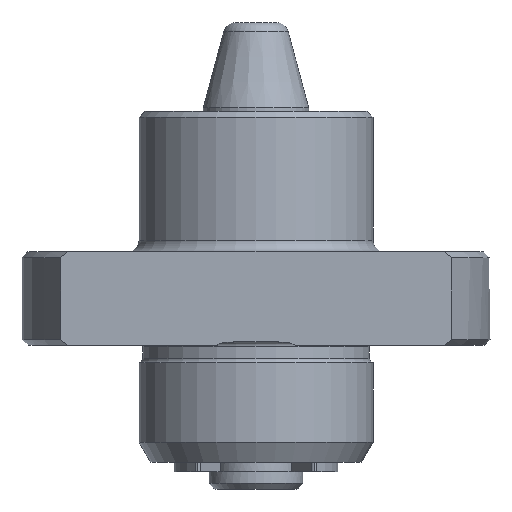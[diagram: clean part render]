
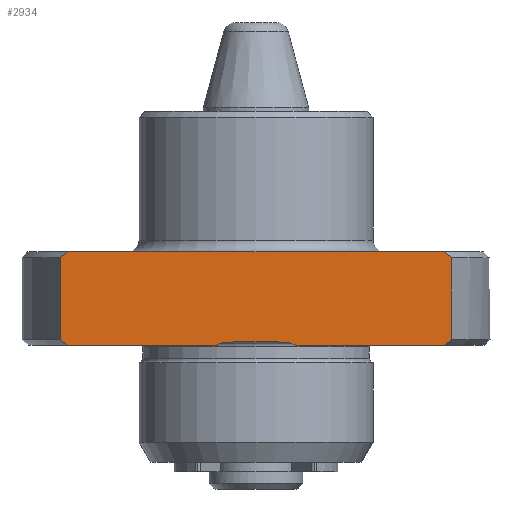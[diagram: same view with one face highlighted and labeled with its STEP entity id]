
A CAD part, front view. The second image highlights one B-rep face of the part: STEP entity #2934.
In plain terms, the highlighted planar face has unit normal (0, -1, 0).
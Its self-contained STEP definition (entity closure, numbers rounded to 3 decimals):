
#28 = DIRECTION ( 'NONE',  ( -1., 0., 0. ) ) ;
#34 = CARTESIAN_POINT ( 'NONE',  ( -3.231, -11., 0.094 ) ) ;
#60 = DIRECTION ( 'NONE',  ( -1., 0., 0. ) ) ;
#77 = CARTESIAN_POINT ( 'NONE',  ( -3.354, -11., 0. ) ) ;
#127 = CARTESIAN_POINT ( 'NONE',  ( 16.101, -11., 0. ) ) ;
#140 = VECTOR ( 'NONE', #60, 1000. ) ;
#165 = CARTESIAN_POINT ( 'NONE',  ( 16.703, -11., 7.5 ) ) ;
#171 = CARTESIAN_POINT ( 'NONE',  ( -16.101, -11., 8. ) ) ;
#181 = LINE ( 'NONE', #2287, #1855 ) ;
#200 = CARTESIAN_POINT ( 'NONE',  ( 16.101, -11., 8. ) ) ;
#233 = EDGE_CURVE ( 'NONE', #3519, #2252, #3592, .T. ) ;
#337 = B_SPLINE_CURVE_WITH_KNOTS ( 'NONE', 3,
 ( #3525, #787, #1345, #3235 ),
 .UNSPECIFIED., .F., .F.,
 ( 4, 4 ),
 ( 0., 0.001 ),
 .UNSPECIFIED. ) ;
#341 = CARTESIAN_POINT ( 'NONE',  ( -3.015, -11., 0.174 ) ) ;
#372 = EDGE_CURVE ( 'NONE', #3514, #3665, #1362, .T. ) ;
#425 = PLANE ( 'NONE',  #3703 ) ;
#461 = VECTOR ( 'NONE', #3507, 1000. ) ;
#486 = B_SPLINE_CURVE_WITH_KNOTS ( 'NONE', 3,
 ( #2215, #3481, #3185, #2271 ),
 .UNSPECIFIED., .F., .F.,
 ( 4, 4 ),
 ( 0., 0.001 ),
 .UNSPECIFIED. ) ;
#548 = CARTESIAN_POINT ( 'NONE',  ( 1.579, -11., 0.3 ) ) ;
#571 = CARTESIAN_POINT ( 'NONE',  ( -3.354, -11., 0. ) ) ;
#600 = DIRECTION ( 'NONE',  ( 0., 0., 1. ) ) ;
#651 = CARTESIAN_POINT ( 'NONE',  ( 16.703, -11., 0.5 ) ) ;
#665 = CARTESIAN_POINT ( 'NONE',  ( 3.231, -11., 0.094 ) ) ;
#691 = ORIENTED_EDGE ( 'NONE', *, *, #3872, .F. ) ;
#731 = CARTESIAN_POINT ( 'NONE',  ( -16.503, -11., 7.667 ) ) ;
#787 = CARTESIAN_POINT ( 'NONE',  ( -16.503, -11., 0.333 ) ) ;
#820 = VERTEX_POINT ( 'NONE', #3147 ) ;
#838 = EDGE_CURVE ( 'NONE', #3514, #3519, #486, .T. ) ;
#884 = EDGE_CURVE ( 'NONE', #2252, #2480, #3435, .T. ) ;
#897 = CARTESIAN_POINT ( 'NONE',  ( -2.794, -11., 0.227 ) ) ;
#921 = ORIENTED_EDGE ( 'NONE', *, *, #233, .T. ) ;
#951 = EDGE_CURVE ( 'NONE', #3619, #2480, #1056, .T. ) ;
#978 = CARTESIAN_POINT ( 'NONE',  ( 1.883, -11., 0.3 ) ) ;
#1035 = ORIENTED_EDGE ( 'NONE', *, *, #951, .F. ) ;
#1041 = EDGE_CURVE ( 'NONE', #2825, #2493, #1181, .T. ) ;
#1056 = LINE ( 'NONE', #2069, #2336 ) ;
#1141 = CARTESIAN_POINT ( 'NONE',  ( 10., -11., 0. ) ) ;
#1181 = B_SPLINE_CURVE_WITH_KNOTS ( 'NONE', 3,
 ( #2413, #3028, #3062, #3618, #897, #341, #2096, #34, #2154, #571 ),
 .UNSPECIFIED., .F., .F.,
 ( 4, 2, 2, 2, 4 ),
 ( 0.002, 0.002, 0.003, 0.003, 0.003 ),
 .UNSPECIFIED. ) ;
#1235 = LINE ( 'NONE', #1141, #140 ) ;
#1240 = VERTEX_POINT ( 'NONE', #3143 ) ;
#1269 = CARTESIAN_POINT ( 'NONE',  ( -16.703, -11., -10. ) ) ;
#1345 = CARTESIAN_POINT ( 'NONE',  ( -16.302, -11., 0.166 ) ) ;
#1362 = LINE ( 'NONE', #1893, #1812 ) ;
#1374 = CARTESIAN_POINT ( 'NONE',  ( 11., -11., 8. ) ) ;
#1399 = ORIENTED_EDGE ( 'NONE', *, *, #1772, .T. ) ;
#1400 = CARTESIAN_POINT ( 'NONE',  ( 16.503, -11., 7.667 ) ) ;
#1602 = FACE_OUTER_BOUND ( 'NONE', #3626, .T. ) ;
#1637 = DIRECTION ( 'NONE',  ( 0., 0., 1. ) ) ;
#1686 = CARTESIAN_POINT ( 'NONE',  ( 16.703, -11., 7.5 ) ) ;
#1772 = EDGE_CURVE ( 'NONE', #2650, #820, #2670, .T. ) ;
#1812 = VECTOR ( 'NONE', #28, 1000. ) ;
#1831 = ORIENTED_EDGE ( 'NONE', *, *, #1041, .F. ) ;
#1844 = LINE ( 'NONE', #1867, #3321 ) ;
#1855 = VECTOR ( 'NONE', #3286, 1000. ) ;
#1867 = CARTESIAN_POINT ( 'NONE',  ( 9.7, -11., 0.3 ) ) ;
#1876 = VERTEX_POINT ( 'NONE', #3237 ) ;
#1893 = CARTESIAN_POINT ( 'NONE',  ( 10., -11., 0. ) ) ;
#1939 = CARTESIAN_POINT ( 'NONE',  ( 2.188, -11., 0.294 ) ) ;
#2038 = ORIENTED_EDGE ( 'NONE', *, *, #3110, .F. ) ;
#2069 = CARTESIAN_POINT ( 'NONE',  ( 11., -11., 8. ) ) ;
#2096 = CARTESIAN_POINT ( 'NONE',  ( -3.088, -11., 0.152 ) ) ;
#2154 = CARTESIAN_POINT ( 'NONE',  ( -3.302, -11., 0.058 ) ) ;
#2209 = ORIENTED_EDGE ( 'NONE', *, *, #884, .T. ) ;
#2210 = CARTESIAN_POINT ( 'NONE',  ( 2.642, -11., 0.249 ) ) ;
#2215 = CARTESIAN_POINT ( 'NONE',  ( 16.101, -11., 0. ) ) ;
#2222 = DIRECTION ( 'NONE',  ( 0., 1., 0. ) ) ;
#2252 = VERTEX_POINT ( 'NONE', #165 ) ;
#2271 = CARTESIAN_POINT ( 'NONE',  ( 16.703, -11., 0.5 ) ) ;
#2274 = ORIENTED_EDGE ( 'NONE', *, *, #372, .F. ) ;
#2286 = CARTESIAN_POINT ( 'NONE',  ( -16.101, -11., 8. ) ) ;
#2287 = CARTESIAN_POINT ( 'NONE',  ( -16.703, -11., -10. ) ) ;
#2312 = DIRECTION ( 'NONE',  ( 1., 0., 0. ) ) ;
#2336 = VECTOR ( 'NONE', #2312, 1000. ) ;
#2341 = CARTESIAN_POINT ( 'NONE',  ( -16.703, -11., 7.5 ) ) ;
#2359 = EDGE_CURVE ( 'NONE', #2493, #1876, #1235, .T. ) ;
#2361 = LINE ( 'NONE', #1374, #461 ) ;
#2409 = CARTESIAN_POINT ( 'NONE',  ( -1.579, -11., 0.3 ) ) ;
#2413 = CARTESIAN_POINT ( 'NONE',  ( -1.579, -11., 0.3 ) ) ;
#2480 = VERTEX_POINT ( 'NONE', #2761 ) ;
#2493 = VERTEX_POINT ( 'NONE', #77 ) ;
#2508 = CARTESIAN_POINT ( 'NONE',  ( 2.792, -11., 0.228 ) ) ;
#2586 = ORIENTED_EDGE ( 'NONE', *, *, #3547, .T. ) ;
#2604 = EDGE_CURVE ( 'NONE', #3665, #2709, #2714, .T. ) ;
#2650 = VERTEX_POINT ( 'NONE', #2286 ) ;
#2669 = CARTESIAN_POINT ( 'NONE',  ( 16.302, -11., 7.834 ) ) ;
#2670 = B_SPLINE_CURVE_WITH_KNOTS ( 'NONE', 3,
 ( #171, #3526, #731, #2341 ),
 .UNSPECIFIED., .F., .F.,
 ( 4, 4 ),
 ( 0., 0.001 ),
 .UNSPECIFIED. ) ;
#2709 = VERTEX_POINT ( 'NONE', #548 ) ;
#2714 = B_SPLINE_CURVE_WITH_KNOTS ( 'NONE', 3,
 ( #2843, #3476, #665, #2863, #3459, #2508, #2210, #1939, #978, #3419 ),
 .UNSPECIFIED., .F., .F.,
 ( 4, 2, 2, 2, 4 ),
 ( 0.011, 0.011, 0.011, 0.012, 0.012 ),
 .UNSPECIFIED. ) ;
#2748 = CARTESIAN_POINT ( 'NONE',  ( 0., -11., 8. ) ) ;
#2761 = CARTESIAN_POINT ( 'NONE',  ( 16.101, -11., 8. ) ) ;
#2763 = ORIENTED_EDGE ( 'NONE', *, *, #2359, .F. ) ;
#2822 = ORIENTED_EDGE ( 'NONE', *, *, #838, .T. ) ;
#2825 = VERTEX_POINT ( 'NONE', #2409 ) ;
#2843 = CARTESIAN_POINT ( 'NONE',  ( 3.354, -11., 0. ) ) ;
#2863 = CARTESIAN_POINT ( 'NONE',  ( 3.09, -11., 0.152 ) ) ;
#2934 = ADVANCED_FACE ( 'NONE', ( #1602 ), #425, .F. ) ;
#3001 = CARTESIAN_POINT ( 'NONE',  ( 16.703, -11., -10. ) ) ;
#3028 = CARTESIAN_POINT ( 'NONE',  ( -1.883, -11., 0.3 ) ) ;
#3032 = CARTESIAN_POINT ( 'NONE',  ( 3.354, -11., 0. ) ) ;
#3062 = CARTESIAN_POINT ( 'NONE',  ( -2.189, -11., 0.294 ) ) ;
#3084 = DIRECTION ( 'NONE',  ( 1., 0., 0. ) ) ;
#3110 = EDGE_CURVE ( 'NONE', #2650, #3619, #2361, .T. ) ;
#3143 = CARTESIAN_POINT ( 'NONE',  ( -16.703, -11., 0.5 ) ) ;
#3147 = CARTESIAN_POINT ( 'NONE',  ( -16.703, -11., 7.5 ) ) ;
#3185 = CARTESIAN_POINT ( 'NONE',  ( 16.503, -11., 0.333 ) ) ;
#3235 = CARTESIAN_POINT ( 'NONE',  ( -16.101, -11., 0. ) ) ;
#3237 = CARTESIAN_POINT ( 'NONE',  ( -16.101, -11., 0. ) ) ;
#3286 = DIRECTION ( 'NONE',  ( 0., 0., 1. ) ) ;
#3305 = ORIENTED_EDGE ( 'NONE', *, *, #2604, .F. ) ;
#3321 = VECTOR ( 'NONE', #3084, 1000. ) ;
#3419 = CARTESIAN_POINT ( 'NONE',  ( 1.579, -11., 0.3 ) ) ;
#3435 = B_SPLINE_CURVE_WITH_KNOTS ( 'NONE', 3,
 ( #1686, #1400, #2669, #200 ),
 .UNSPECIFIED., .F., .F.,
 ( 4, 4 ),
 ( 0., 0.001 ),
 .UNSPECIFIED. ) ;
#3459 = CARTESIAN_POINT ( 'NONE',  ( 3.016, -11., 0.174 ) ) ;
#3476 = CARTESIAN_POINT ( 'NONE',  ( 3.302, -11., 0.058 ) ) ;
#3479 = EDGE_CURVE ( 'NONE', #1240, #1876, #337, .T. ) ;
#3481 = CARTESIAN_POINT ( 'NONE',  ( 16.302, -11., 0.166 ) ) ;
#3507 = DIRECTION ( 'NONE',  ( 1., 0., 0. ) ) ;
#3514 = VERTEX_POINT ( 'NONE', #127 ) ;
#3519 = VERTEX_POINT ( 'NONE', #651 ) ;
#3525 = CARTESIAN_POINT ( 'NONE',  ( -16.703, -11., 0.5 ) ) ;
#3526 = CARTESIAN_POINT ( 'NONE',  ( -16.302, -11., 7.834 ) ) ;
#3547 = EDGE_CURVE ( 'NONE', #2825, #2709, #1844, .T. ) ;
#3592 = LINE ( 'NONE', #3001, #3656 ) ;
#3618 = CARTESIAN_POINT ( 'NONE',  ( -2.643, -11., 0.249 ) ) ;
#3619 = VERTEX_POINT ( 'NONE', #2748 ) ;
#3626 = EDGE_LOOP ( 'NONE', ( #921, #2209, #1035, #2038, #1399, #691, #3742, #2763, #1831, #2586, #3305, #2274, #2822 ) ) ;
#3656 = VECTOR ( 'NONE', #600, 1000. ) ;
#3665 = VERTEX_POINT ( 'NONE', #3032 ) ;
#3703 = AXIS2_PLACEMENT_3D ( 'NONE', #1269, #2222, #1637 ) ;
#3742 = ORIENTED_EDGE ( 'NONE', *, *, #3479, .T. ) ;
#3872 = EDGE_CURVE ( 'NONE', #1240, #820, #181, .T. ) ;
